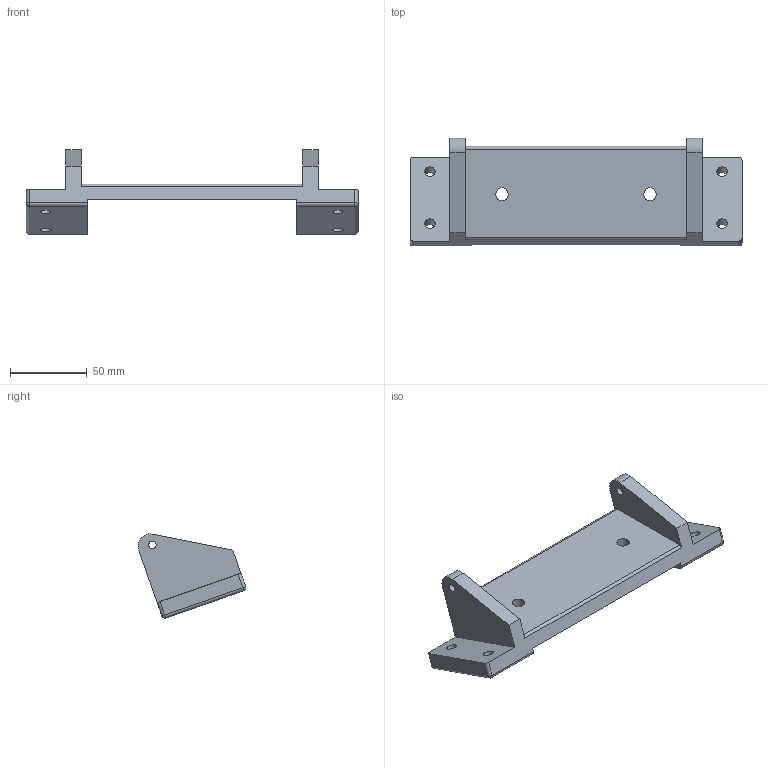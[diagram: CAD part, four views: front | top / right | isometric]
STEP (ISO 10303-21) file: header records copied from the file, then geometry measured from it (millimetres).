
FILE_DESCRIPTION(/* description */ (''),/* implementation_level */ '2;1');
FILE_NAME(/* name */ '4040_ActBracketHinges.step',/* time_stamp */ '2026-02-01T10:48:30-06:00',/* author */ (''),/* organization */ (''),/* preprocessor_version */ 'ST-DEVELOPER v20.1',/* originating_system */ 'Autodesk Translation Framework v14.24.0.0',/* authorisation */ '');
FILE_SCHEMA (('AUTOMOTIVE_DESIGN { 1 0 10303 214 3 1 1 }'));
Length unit declared in the file: millimetre
Products named in the file (3): 4040_ActBracketHinges; Component1; Component2
Assembly tree (2 placements, depth 3):
  4040_ActBracketHinges
    Component1
      Component2
Bounding box: 216.5 x 70.35 x 54.97 mm (x, y, z)
Volume: 176598.3 mm3; surface area: 41817.4 mm2
Topology: 1 solids, 1 shells, 44 faces, 114 edges, 72 vertices
Faces by surface type: cylinder 22, plane 18, sphere 4
Full cylindrical faces by diameter (mm): 5.035 x2, 6.779 x4, 8.25 x2
Entity records: 1451 total; most frequent: DIRECTION 256, CARTESIAN_POINT 235, ORIENTED_EDGE 228, EDGE_CURVE 114, AXIS2_PLACEMENT_3D 93, VERTEX_POINT 72, LINE 70, VECTOR 70
